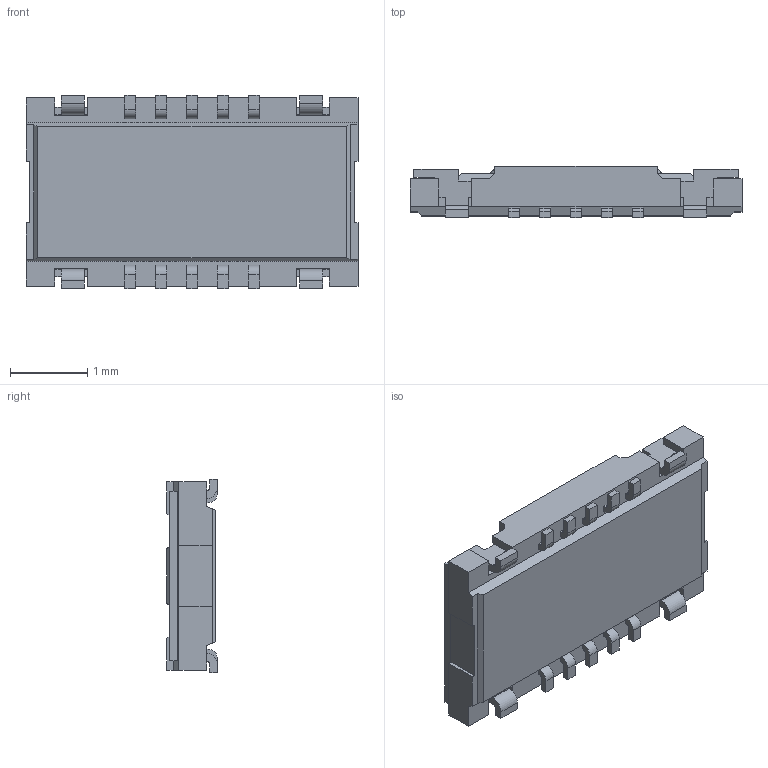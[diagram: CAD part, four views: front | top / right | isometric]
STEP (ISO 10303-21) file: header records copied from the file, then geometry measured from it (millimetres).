
FILE_DESCRIPTION(('STEP AP242'),'1');
FILE_NAME('5055501020.stp','2025-01-21T03:22:01',('TraceParts'),('TraceParts S.A.'),'Spatial InterOp 3D',' ',' ');
FILE_SCHEMA(('AP242_MANAGED_MODEL_BASED_3D_ENGINEERING_MIM_LF {1 0 10303 442 1 1 4}'));
Length unit declared in the file: millimetre
Products named in the file (1): 5055501020_1
Bounding box: 4.3 x 0.66 x 2.5 mm (x, y, z)
Volume: 4 mm3; surface area: 44.6 mm2
Topology: 1 solids, 1 shells, 513 faces, 1548 edges, 1096 vertices
Faces by surface type: plane 391, cylinder 114, cone 4, torus 4
Entity records: 17276 total; most frequent: CARTESIAN_POINT 3099, ORIENTED_EDGE 2984, DIRECTION 2802, EDGE_CURVE 1492, LINE 1308, VECTOR 1308, VERTEX_POINT 984, AXIS2_PLACEMENT_3D 747
